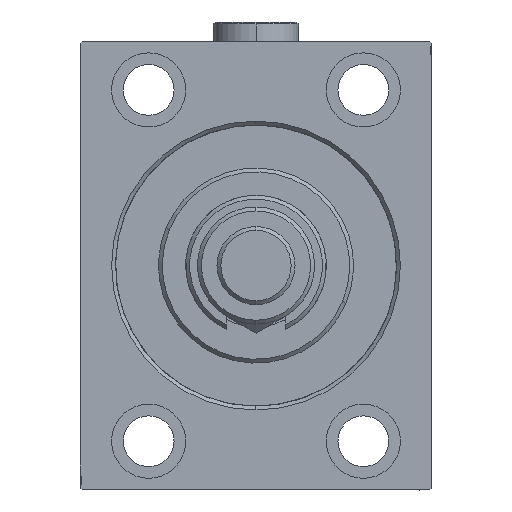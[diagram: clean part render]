
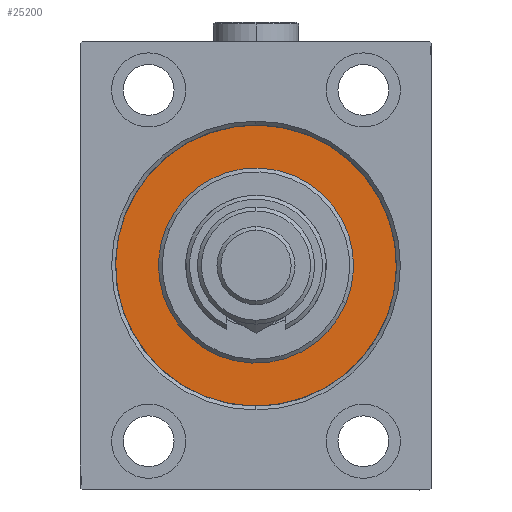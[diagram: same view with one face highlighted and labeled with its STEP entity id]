
A CAD part, left-side view. The second image highlights one B-rep face of the part: STEP entity #25200.
In plain terms, the highlighted face is planar.
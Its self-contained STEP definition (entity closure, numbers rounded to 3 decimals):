
#11 = CARTESIAN_POINT ( 'NONE',  ( 0., 0., 0. ) ) ;
#1550 = AXIS2_PLACEMENT_3D ( 'NONE', #37642, #36920, #43984 ) ;
#1650 = ORIENTED_EDGE ( 'NONE', *, *, #12674, .F. ) ;
#2267 = VERTEX_POINT ( 'NONE', #37574 ) ;
#2277 = VERTEX_POINT ( 'NONE', #38281 ) ;
#3661 = FACE_OUTER_BOUND ( 'NONE', #29513, .T. ) ;
#4201 = AXIS2_PLACEMENT_3D ( 'NONE', #7880, #30023, #19540 ) ;
#7310 = AXIS2_PLACEMENT_3D ( 'NONE', #17022, #28947, #28701 ) ;
#7570 = AXIS2_PLACEMENT_3D ( 'NONE', #11, #29702, #25086 ) ;
#7676 = AXIS2_PLACEMENT_3D ( 'NONE', #33176, #36350, #33420 ) ;
#7880 = CARTESIAN_POINT ( 'NONE',  ( 0., 0., 0. ) ) ;
#8787 = ORIENTED_EDGE ( 'NONE', *, *, #36183, .F. ) ;
#8925 = CARTESIAN_POINT ( 'NONE',  ( 0., 0., -36. ) ) ;
#12674 = EDGE_CURVE ( 'NONE', #2277, #24464, #25952, .T. ) ;
#12739 = CIRCLE ( 'NONE', #7310, 36. ) ;
#13328 = ORIENTED_EDGE ( 'NONE', *, *, #13335, .F. ) ;
#13335 = EDGE_CURVE ( 'NONE', #2267, #15218, #12739, .T. ) ;
#14856 = FACE_BOUND ( 'NONE', #27793, .T. ) ;
#15218 = VERTEX_POINT ( 'NONE', #8925 ) ;
#17022 = CARTESIAN_POINT ( 'NONE',  ( 0., 0., 0. ) ) ;
#18637 = CIRCLE ( 'NONE', #1550, 25. ) ;
#19540 = DIRECTION ( 'NONE',  ( 0., 0., -1. ) ) ;
#24464 = VERTEX_POINT ( 'NONE', #34017 ) ;
#25086 = DIRECTION ( 'NONE',  ( 0., 0., 1. ) ) ;
#25200 = ADVANCED_FACE ( 'NONE', ( #14856, #3661 ), #32640, .F. ) ;
#25952 = CIRCLE ( 'NONE', #4201, 25. ) ;
#26703 = ORIENTED_EDGE ( 'NONE', *, *, #28527, .F. ) ;
#27793 = EDGE_LOOP ( 'NONE', ( #1650, #8787 ) ) ;
#28527 = EDGE_CURVE ( 'NONE', #15218, #2267, #43433, .T. ) ;
#28701 = DIRECTION ( 'NONE',  ( 0., 0., 1. ) ) ;
#28947 = DIRECTION ( 'NONE',  ( -1., 0., 0. ) ) ;
#29513 = EDGE_LOOP ( 'NONE', ( #26703, #13328 ) ) ;
#29702 = DIRECTION ( 'NONE',  ( -1., 0., 0. ) ) ;
#30023 = DIRECTION ( 'NONE',  ( 1., 0., 0. ) ) ;
#32640 = PLANE ( 'NONE',  #7570 ) ;
#33176 = CARTESIAN_POINT ( 'NONE',  ( 0., 0., 0. ) ) ;
#33420 = DIRECTION ( 'NONE',  ( 0., 0., 1. ) ) ;
#34017 = CARTESIAN_POINT ( 'NONE',  ( 0., 0., -25. ) ) ;
#36183 = EDGE_CURVE ( 'NONE', #24464, #2277, #18637, .T. ) ;
#36350 = DIRECTION ( 'NONE',  ( -1., 0., 0. ) ) ;
#36920 = DIRECTION ( 'NONE',  ( 1., 0., 0. ) ) ;
#37574 = CARTESIAN_POINT ( 'NONE',  ( 0., 0., 36. ) ) ;
#37642 = CARTESIAN_POINT ( 'NONE',  ( 0., 0., 0. ) ) ;
#38281 = CARTESIAN_POINT ( 'NONE',  ( 0., 0., 25. ) ) ;
#43433 = CIRCLE ( 'NONE', #7676, 36. ) ;
#43984 = DIRECTION ( 'NONE',  ( 0., 0., -1. ) ) ;
